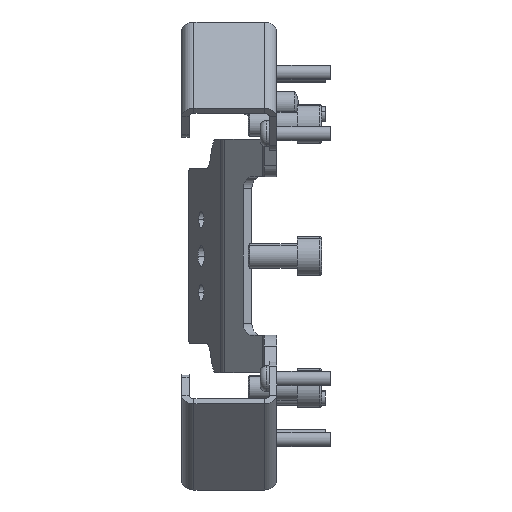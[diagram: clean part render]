
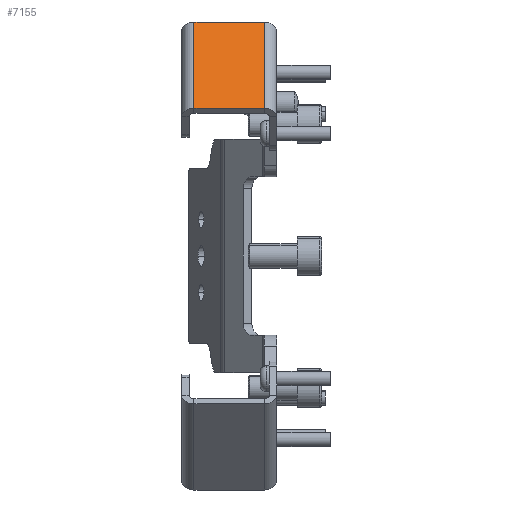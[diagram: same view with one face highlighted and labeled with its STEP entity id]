
A CAD part, front view. The second image highlights one B-rep face of the part: STEP entity #7155.
In plain terms, the highlighted planar face has unit normal (0, -0.707, 0.707).
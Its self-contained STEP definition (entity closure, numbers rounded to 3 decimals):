
#512 = ORIENTED_EDGE ( 'NONE', *, *, #2441, .T. ) ;
#684 = PLANE ( 'NONE',  #7165 ) ;
#922 = VERTEX_POINT ( 'NONE', #1659 ) ;
#1372 = LINE ( 'NONE', #9170, #5357 ) ;
#1571 = DIRECTION ( 'NONE',  ( -1., 0., 0. ) ) ;
#1622 = FACE_OUTER_BOUND ( 'NONE', #2348, .T. ) ;
#1659 = CARTESIAN_POINT ( 'NONE',  ( 1774.05, -60.678, 2066.033 ) ) ;
#2092 = DIRECTION ( 'NONE',  ( 1., 0., 0. ) ) ;
#2348 = EDGE_LOOP ( 'NONE', ( #2566, #3282, #512, #5957 ) ) ;
#2370 = EDGE_CURVE ( 'NONE', #5544, #922, #5754, .T. ) ;
#2441 = EDGE_CURVE ( 'NONE', #5544, #3183, #7525, .T. ) ;
#2566 = ORIENTED_EDGE ( 'NONE', *, *, #6981, .F. ) ;
#2764 = VECTOR ( 'NONE', #5703, 1000. ) ;
#2845 = CARTESIAN_POINT ( 'NONE',  ( 1769.05, -96.033, 2030.678 ) ) ;
#3183 = VERTEX_POINT ( 'NONE', #7134 ) ;
#3282 = ORIENTED_EDGE ( 'NONE', *, *, #2370, .F. ) ;
#3462 = EDGE_CURVE ( 'NONE', #3183, #6128, #5259, .T. ) ;
#3840 = VECTOR ( 'NONE', #8434, 1000. ) ;
#4766 = CARTESIAN_POINT ( 'NONE',  ( 1802.95, -60.678, 2066.033 ) ) ;
#5259 = LINE ( 'NONE', #5359, #3840 ) ;
#5357 = VECTOR ( 'NONE', #2092, 1000. ) ;
#5359 = CARTESIAN_POINT ( 'NONE',  ( 1802.95, -96.033, 2030.678 ) ) ;
#5544 = VERTEX_POINT ( 'NONE', #5681 ) ;
#5681 = CARTESIAN_POINT ( 'NONE',  ( 1774.05, -96.033, 2030.678 ) ) ;
#5703 = DIRECTION ( 'NONE',  ( 0., 0.707, 0.707 ) ) ;
#5754 = LINE ( 'NONE', #9671, #2764 ) ;
#5957 = ORIENTED_EDGE ( 'NONE', *, *, #3462, .T. ) ;
#6128 = VERTEX_POINT ( 'NONE', #4766 ) ;
#6965 = CARTESIAN_POINT ( 'NONE',  ( 1769.05, -96.033, 2030.678 ) ) ;
#6981 = EDGE_CURVE ( 'NONE', #922, #6128, #1372, .T. ) ;
#7134 = CARTESIAN_POINT ( 'NONE',  ( 1802.95, -96.033, 2030.678 ) ) ;
#7155 = ADVANCED_FACE ( 'NONE', ( #1622 ), #684, .T. ) ;
#7165 = AXIS2_PLACEMENT_3D ( 'NONE', #6965, #9481, #1571 ) ;
#7525 = LINE ( 'NONE', #2845, #7735 ) ;
#7572 = DIRECTION ( 'NONE',  ( 1., 0., 0. ) ) ;
#7735 = VECTOR ( 'NONE', #7572, 1000. ) ;
#8434 = DIRECTION ( 'NONE',  ( 0., 0.707, 0.707 ) ) ;
#9170 = CARTESIAN_POINT ( 'NONE',  ( 1769.05, -60.678, 2066.033 ) ) ;
#9481 = DIRECTION ( 'NONE',  ( 0., -0.707, 0.707 ) ) ;
#9671 = CARTESIAN_POINT ( 'NONE',  ( 1774.05, -96.033, 2030.678 ) ) ;
